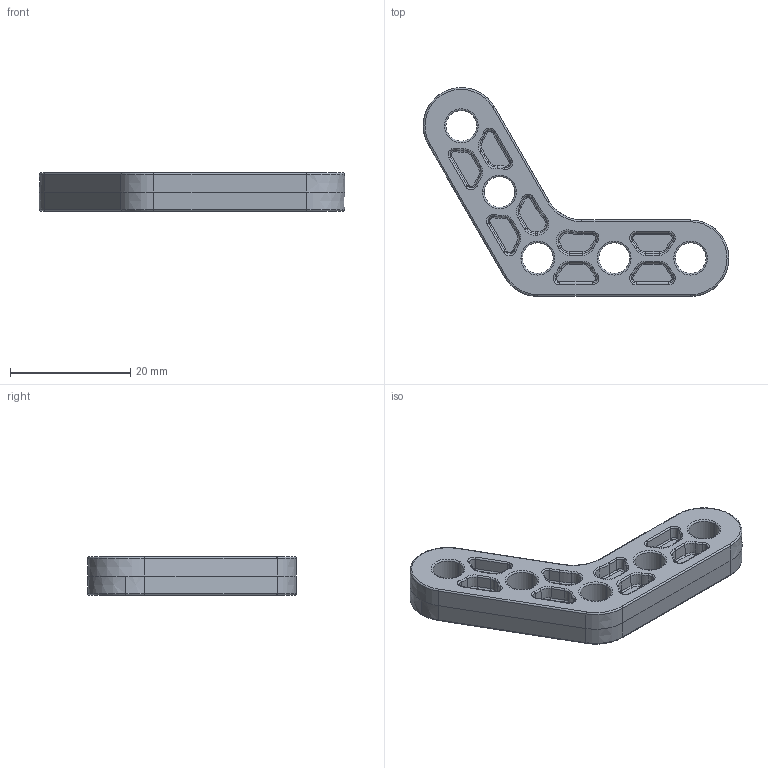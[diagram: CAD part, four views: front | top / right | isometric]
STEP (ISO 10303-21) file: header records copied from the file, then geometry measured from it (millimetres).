
FILE_DESCRIPTION (( 'STEP AP214' ), '1' );
FILE_NAME ('am-5010_120 RoBits Angle Gusset (120°).STEP', '2023-03-22T21:23:12', ( '' ), ( '' ), 'SwSTEP 2.0', 'SolidWorks 2022', '' );
FILE_SCHEMA (( 'AUTOMOTIVE_DESIGN' ));
Length unit declared in the file: inch
Products named in the file (1): am-5010_120 RoBits Angle Gusset (120°)
Bounding box: 50.8 x 34.7 x 6.35 mm (x, y, z)
Volume: 3472.8 mm3; surface area: 3274.5 mm2
Topology: 1 solids, 1 shells, 528 faces, 1196 edges, 686 vertices
Faces by surface type: torus 262, cone 126, cylinder 82, plane 58
Entity records: 14940 total; most frequent: DIRECTION 3126, CARTESIAN_POINT 2411, ORIENTED_EDGE 2392, AXIS2_PLACEMENT_3D 1401, EDGE_CURVE 1196, CIRCLE 872, VERTEX_POINT 686, EDGE_LOOP 554
